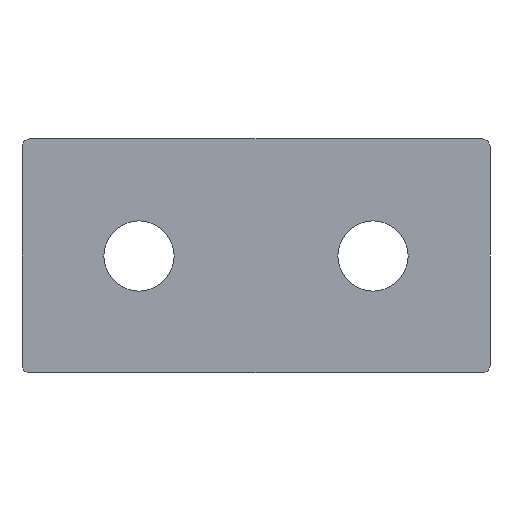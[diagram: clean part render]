
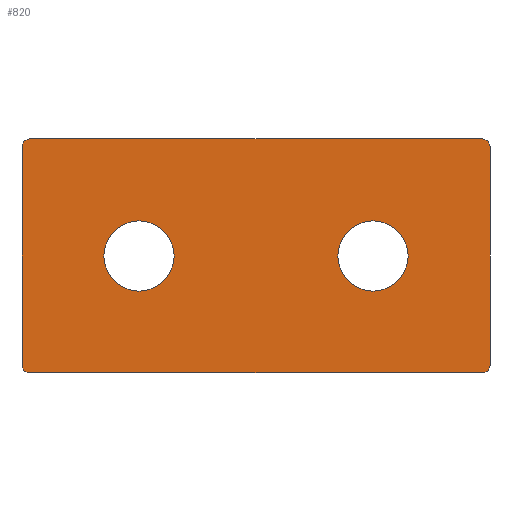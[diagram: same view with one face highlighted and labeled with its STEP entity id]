
A CAD part, front view. The second image highlights one B-rep face of the part: STEP entity #820.
In plain terms, the highlighted planar face has unit normal (0, -1, 0).
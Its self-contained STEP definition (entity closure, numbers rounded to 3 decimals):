
#5 = EDGE_CURVE ( 'NONE', #773, #575, #610, .T. ) ;
#9 = EDGE_LOOP ( 'NONE', ( #542, #170 ) ) ;
#24 = ORIENTED_EDGE ( 'NONE', *, *, #57, .T. ) ;
#32 = CARTESIAN_POINT ( 'NONE',  ( -30., 0., 14. ) ) ;
#37 = DIRECTION ( 'NONE',  ( 0., 1., 0. ) ) ;
#40 = DIRECTION ( 'NONE',  ( 0., -1., 0. ) ) ;
#41 = AXIS2_PLACEMENT_3D ( 'NONE', #759, #299, #225 ) ;
#42 = CIRCLE ( 'NONE', #83, 1. ) ;
#44 = ORIENTED_EDGE ( 'NONE', *, *, #5, .T. ) ;
#54 = CARTESIAN_POINT ( 'NONE',  ( -29., 0., -15. ) ) ;
#57 = EDGE_CURVE ( 'NONE', #231, #99, #205, .T. ) ;
#82 = CARTESIAN_POINT ( 'NONE',  ( -30., 0., 15. ) ) ;
#83 = AXIS2_PLACEMENT_3D ( 'NONE', #131, #769, #765 ) ;
#86 = ORIENTED_EDGE ( 'NONE', *, *, #631, .T. ) ;
#99 = VERTEX_POINT ( 'NONE', #271 ) ;
#105 = VERTEX_POINT ( 'NONE', #656 ) ;
#109 = EDGE_LOOP ( 'NONE', ( #316, #361 ) ) ;
#117 = CARTESIAN_POINT ( 'NONE',  ( 15., 0., 0. ) ) ;
#124 = CARTESIAN_POINT ( 'NONE',  ( -15., 0., 4.5 ) ) ;
#131 = CARTESIAN_POINT ( 'NONE',  ( -29., 0., 14. ) ) ;
#170 = ORIENTED_EDGE ( 'NONE', *, *, #262, .T. ) ;
#172 = VERTEX_POINT ( 'NONE', #211 ) ;
#182 = DIRECTION ( 'NONE',  ( 0., 0., -1. ) ) ;
#183 = EDGE_CURVE ( 'NONE', #99, #334, #714, .T. ) ;
#186 = DIRECTION ( 'NONE',  ( 0., 1., 0. ) ) ;
#188 = DIRECTION ( 'NONE',  ( 0., -1., 0. ) ) ;
#191 = VECTOR ( 'NONE', #411, 1000. ) ;
#205 = LINE ( 'NONE', #459, #352 ) ;
#210 = DIRECTION ( 'NONE',  ( 0., 1., 0. ) ) ;
#211 = CARTESIAN_POINT ( 'NONE',  ( 15., 0., 4.5 ) ) ;
#225 = DIRECTION ( 'NONE',  ( 0., 0., -1. ) ) ;
#231 = VERTEX_POINT ( 'NONE', #32 ) ;
#233 = EDGE_CURVE ( 'NONE', #279, #403, #406, .T. ) ;
#246 = FACE_OUTER_BOUND ( 'NONE', #724, .T. ) ;
#250 = EDGE_CURVE ( 'NONE', #733, #105, #848, .T. ) ;
#258 = ORIENTED_EDGE ( 'NONE', *, *, #183, .T. ) ;
#262 = EDGE_CURVE ( 'NONE', #105, #733, #698, .T. ) ;
#270 = AXIS2_PLACEMENT_3D ( 'NONE', #496, #188, #579 ) ;
#271 = CARTESIAN_POINT ( 'NONE',  ( -30., 0., -14. ) ) ;
#279 = VERTEX_POINT ( 'NONE', #748 ) ;
#282 = DIRECTION ( 'NONE',  ( 0., 0., 1. ) ) ;
#287 = CARTESIAN_POINT ( 'NONE',  ( -15., 0., 0. ) ) ;
#299 = DIRECTION ( 'NONE',  ( 0., -1., 0. ) ) ;
#316 = ORIENTED_EDGE ( 'NONE', *, *, #827, .T. ) ;
#321 = AXIS2_PLACEMENT_3D ( 'NONE', #550, #210, #465 ) ;
#322 = AXIS2_PLACEMENT_3D ( 'NONE', #287, #37, #754 ) ;
#334 = VERTEX_POINT ( 'NONE', #54 ) ;
#336 = VECTOR ( 'NONE', #525, 1000. ) ;
#340 = ORIENTED_EDGE ( 'NONE', *, *, #233, .T. ) ;
#345 = EDGE_CURVE ( 'NONE', #619, #231, #42, .T. ) ;
#352 = VECTOR ( 'NONE', #646, 1000. ) ;
#361 = ORIENTED_EDGE ( 'NONE', *, *, #696, .T. ) ;
#362 = LINE ( 'NONE', #824, #694 ) ;
#403 = VERTEX_POINT ( 'NONE', #702 ) ;
#406 = CIRCLE ( 'NONE', #41, 1. ) ;
#411 = DIRECTION ( 'NONE',  ( 1., 0., 0. ) ) ;
#415 = CARTESIAN_POINT ( 'NONE',  ( -29., 0., -14. ) ) ;
#418 = CIRCLE ( 'NONE', #321, 4.5 ) ;
#425 = DIRECTION ( 'NONE',  ( 0., -1., 0. ) ) ;
#428 = FACE_BOUND ( 'NONE', #109, .T. ) ;
#435 = CARTESIAN_POINT ( 'NONE',  ( 29., 0., -15. ) ) ;
#438 = DIRECTION ( 'NONE',  ( 0., 0., 1. ) ) ;
#444 = AXIS2_PLACEMENT_3D ( 'NONE', #415, #425, #553 ) ;
#459 = CARTESIAN_POINT ( 'NONE',  ( -30., 0., 15. ) ) ;
#465 = DIRECTION ( 'NONE',  ( 0., 0., 1. ) ) ;
#489 = FACE_BOUND ( 'NONE', #9, .T. ) ;
#496 = CARTESIAN_POINT ( 'NONE',  ( 29., 0., -14. ) ) ;
#501 = CARTESIAN_POINT ( 'NONE',  ( 0., 0., 0. ) ) ;
#525 = DIRECTION ( 'NONE',  ( 1., 0., 0. ) ) ;
#542 = ORIENTED_EDGE ( 'NONE', *, *, #250, .T. ) ;
#547 = EDGE_CURVE ( 'NONE', #619, #403, #577, .T. ) ;
#550 = CARTESIAN_POINT ( 'NONE',  ( 15., 0., 0. ) ) ;
#553 = DIRECTION ( 'NONE',  ( 0., 0., -1. ) ) ;
#556 = ORIENTED_EDGE ( 'NONE', *, *, #345, .T. ) ;
#575 = VERTEX_POINT ( 'NONE', #785 ) ;
#577 = LINE ( 'NONE', #82, #336 ) ;
#579 = DIRECTION ( 'NONE',  ( 0., 0., -1. ) ) ;
#582 = AXIS2_PLACEMENT_3D ( 'NONE', #744, #684, #282 ) ;
#610 = CIRCLE ( 'NONE', #270, 1. ) ;
#616 = ORIENTED_EDGE ( 'NONE', *, *, #747, .F. ) ;
#619 = VERTEX_POINT ( 'NONE', #686 ) ;
#627 = DIRECTION ( 'NONE',  ( 0., 0., -1. ) ) ;
#631 = EDGE_CURVE ( 'NONE', #334, #773, #743, .T. ) ;
#637 = ORIENTED_EDGE ( 'NONE', *, *, #547, .F. ) ;
#646 = DIRECTION ( 'NONE',  ( 0., 0., -1. ) ) ;
#656 = CARTESIAN_POINT ( 'NONE',  ( -15., 0., -4.5 ) ) ;
#684 = DIRECTION ( 'NONE',  ( 0., 1., 0. ) ) ;
#686 = CARTESIAN_POINT ( 'NONE',  ( -29., 0., 15. ) ) ;
#694 = VECTOR ( 'NONE', #182, 1000. ) ;
#695 = CIRCLE ( 'NONE', #833, 4.5 ) ;
#696 = EDGE_CURVE ( 'NONE', #794, #172, #418, .T. ) ;
#698 = CIRCLE ( 'NONE', #322, 4.5 ) ;
#702 = CARTESIAN_POINT ( 'NONE',  ( 29., 0., 15. ) ) ;
#714 = CIRCLE ( 'NONE', #444, 1. ) ;
#724 = EDGE_LOOP ( 'NONE', ( #24, #258, #86, #44, #616, #340, #637, #556 ) ) ;
#733 = VERTEX_POINT ( 'NONE', #124 ) ;
#734 = CARTESIAN_POINT ( 'NONE',  ( -30., 0., -15. ) ) ;
#743 = LINE ( 'NONE', #734, #191 ) ;
#744 = CARTESIAN_POINT ( 'NONE',  ( -15., 0., 0. ) ) ;
#747 = EDGE_CURVE ( 'NONE', #279, #575, #362, .T. ) ;
#748 = CARTESIAN_POINT ( 'NONE',  ( 30., 0., 14. ) ) ;
#754 = DIRECTION ( 'NONE',  ( 0., 0., 1. ) ) ;
#757 = PLANE ( 'NONE',  #777 ) ;
#759 = CARTESIAN_POINT ( 'NONE',  ( 29., 0., 14. ) ) ;
#761 = CARTESIAN_POINT ( 'NONE',  ( 15., 0., -4.5 ) ) ;
#765 = DIRECTION ( 'NONE',  ( 0., 0., -1. ) ) ;
#769 = DIRECTION ( 'NONE',  ( 0., -1., 0. ) ) ;
#773 = VERTEX_POINT ( 'NONE', #435 ) ;
#777 = AXIS2_PLACEMENT_3D ( 'NONE', #501, #40, #627 ) ;
#785 = CARTESIAN_POINT ( 'NONE',  ( 30., 0., -14. ) ) ;
#794 = VERTEX_POINT ( 'NONE', #761 ) ;
#820 = ADVANCED_FACE ( 'NONE', ( #489, #428, #246 ), #757, .T. ) ;
#824 = CARTESIAN_POINT ( 'NONE',  ( 30., 0., 15. ) ) ;
#827 = EDGE_CURVE ( 'NONE', #172, #794, #695, .T. ) ;
#833 = AXIS2_PLACEMENT_3D ( 'NONE', #117, #186, #438 ) ;
#848 = CIRCLE ( 'NONE', #582, 4.5 ) ;
